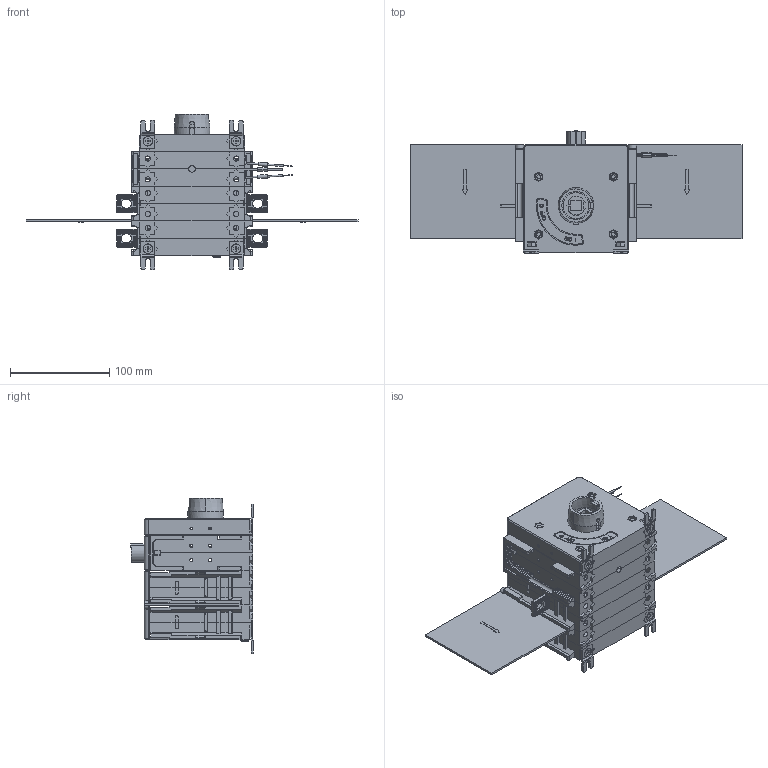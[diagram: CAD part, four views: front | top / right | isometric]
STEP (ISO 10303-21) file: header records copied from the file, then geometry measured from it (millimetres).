
FILE_DESCRIPTION((''),'2;1');
FILE_NAME('CDGNE250202','2024-11-14T',('di.shen'),(''),'PRO/ENGINEER BY PARAMETRIC TECHNOLOGY CORPORATION, 2015440','PRO/ENGINEER BY PARAMETRIC TECHNOLOGY CORPORATION, 2015440','');
FILE_SCHEMA(('CONFIG_CONTROL_DESIGN'));
Products named in the file (1): CDGNE250202
Bounding box: 335 x 123.6 x 156.5 mm (x, y, z)
Surface area: 161554.9 mm2 (no closed solid volume)
Topology: 0 solids, 330 shells, 1092 faces, 6975 edges, 6137 vertices
Faces by surface type: plane 824, cylinder 177, cone 71, torus 16, sphere 4
Entity records: 69036 total; most frequent: CARTESIAN_POINT 17119, DIRECTION 9638, ORIENTED_EDGE 8598, EDGE_CURVE 6975, VERTEX_POINT 6137, VECTOR 5866, LINE 5866, AXIS2_PLACEMENT_3D 1886
